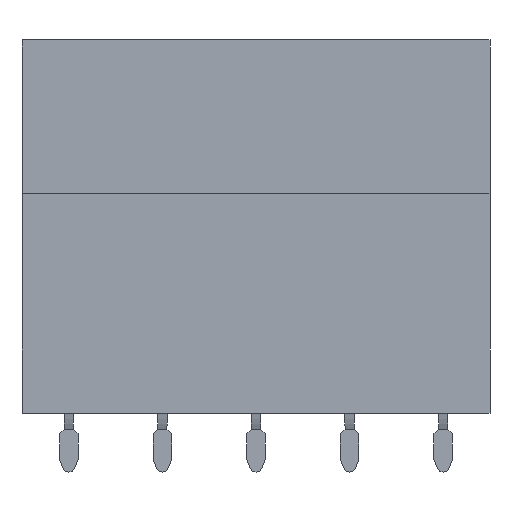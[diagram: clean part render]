
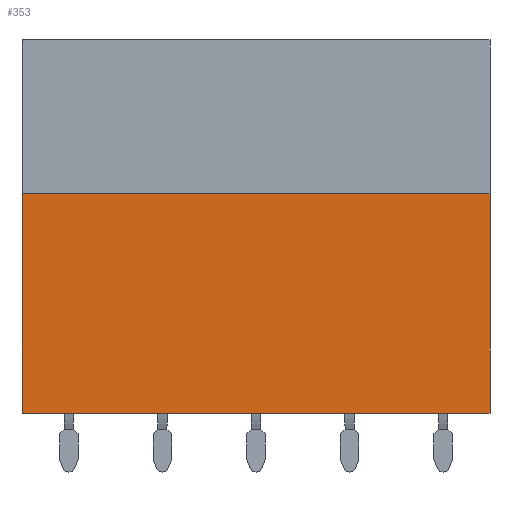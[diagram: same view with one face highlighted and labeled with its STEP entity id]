
A CAD part, front view. The second image highlights one B-rep face of the part: STEP entity #353.
In plain terms, the highlighted planar face has unit normal (0, -1, 0).
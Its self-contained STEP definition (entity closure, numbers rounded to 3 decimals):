
#326=AXIS2_PLACEMENT_3D('Plane Axis2P3D',#323,#324,#325) ;
#278=CARTESIAN_POINT('Vertex',(0.,0.,3.2)) ;
#281=CARTESIAN_POINT('Line Origine',(0.,0.,9.15)) ;
#285=CARTESIAN_POINT('Vertex',(0.,0.,15.1)) ;
#323=CARTESIAN_POINT('Axis2P3D Location',(5.08,0.,0.)) ;
#328=CARTESIAN_POINT('Line Origine',(25.4,0.,9.15)) ;
#332=CARTESIAN_POINT('Vertex',(25.4,0.,3.2)) ;
#334=CARTESIAN_POINT('Vertex',(25.4,0.,15.1)) ;
#337=CARTESIAN_POINT('Line Origine',(12.7,0.,15.1)) ;
#342=CARTESIAN_POINT('Line Origine',(12.7,0.,3.2)) ;
#282=DIRECTION('Vector Direction',(0.,0.,1.)) ;
#324=DIRECTION('Axis2P3D Direction',(0.,1.,-0.)) ;
#325=DIRECTION('Axis2P3D XDirection',(-1.,0.,0.)) ;
#329=DIRECTION('Vector Direction',(0.,0.,1.)) ;
#338=DIRECTION('Vector Direction',(1.,0.,0.)) ;
#343=DIRECTION('Vector Direction',(-1.,0.,0.)) ;
#283=VECTOR('Line Direction',#282,1.) ;
#330=VECTOR('Line Direction',#329,1.) ;
#339=VECTOR('Line Direction',#338,1.) ;
#344=VECTOR('Line Direction',#343,1.) ;
#348=ORIENTED_EDGE('',*,*,#336,.T.) ;
#349=ORIENTED_EDGE('',*,*,#341,.F.) ;
#350=ORIENTED_EDGE('',*,*,#287,.F.) ;
#351=ORIENTED_EDGE('',*,*,#346,.F.) ;
#353=ADVANCED_FACE('BLL 5.08/05/180 3.2 SN OR 1630740000',(#352),#327,.F.) ;
#287=EDGE_CURVE('',#279,#286,#284,.T.) ;
#336=EDGE_CURVE('',#333,#335,#331,.T.) ;
#341=EDGE_CURVE('',#286,#335,#340,.T.) ;
#346=EDGE_CURVE('',#333,#279,#345,.T.) ;
#347=EDGE_LOOP('',(#348,#349,#350,#351)) ;
#352=FACE_OUTER_BOUND('',#347,.T.) ;
#284=LINE('Line',#281,#283) ;
#331=LINE('Line',#328,#330) ;
#340=LINE('Line',#337,#339) ;
#345=LINE('Line',#342,#344) ;
#327=PLANE('',#326) ;
#279=VERTEX_POINT('',#278) ;
#286=VERTEX_POINT('',#285) ;
#333=VERTEX_POINT('',#332) ;
#335=VERTEX_POINT('',#334) ;
